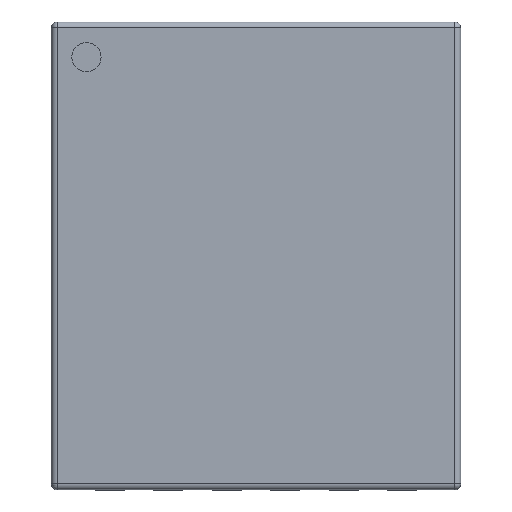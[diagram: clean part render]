
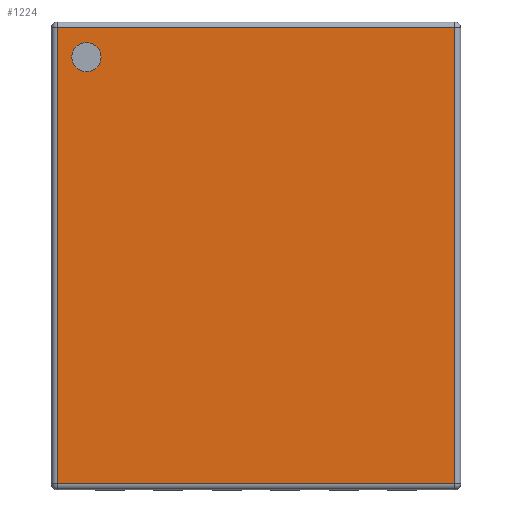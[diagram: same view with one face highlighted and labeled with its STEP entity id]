
A CAD part, top view. The second image highlights one B-rep face of the part: STEP entity #1224.
In plain terms, the highlighted planar face has unit normal (0, 0, 1).
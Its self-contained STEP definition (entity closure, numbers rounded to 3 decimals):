
#99 = LINE ( 'NONE', #3854, #3633 ) ;
#195 = AXIS2_PLACEMENT_3D ( 'NONE', #626, #3244, #5739 ) ;
#345 = CARTESIAN_POINT ( 'NONE',  ( 0., 0., 0.9 ) ) ;
#436 = CARTESIAN_POINT ( 'NONE',  ( 1.7, -1.95, 0.9 ) ) ;
#481 = VERTEX_POINT ( 'NONE', #4242 ) ;
#494 = LINE ( 'NONE', #3823, #4421 ) ;
#609 = CARTESIAN_POINT ( 'NONE',  ( -1.45, 1.7, 0.9 ) ) ;
#626 = CARTESIAN_POINT ( 'NONE',  ( -1.45, 1.7, 0.9 ) ) ;
#707 = ORIENTED_EDGE ( 'NONE', *, *, #6262, .T. ) ;
#805 = ORIENTED_EDGE ( 'NONE', *, *, #2210, .F. ) ;
#1224 = ADVANCED_FACE ( 'NONE', ( #1904, #7150 ), #8212, .T. ) ;
#1258 = CARTESIAN_POINT ( 'NONE',  ( -1.7, -2., 0.9 ) ) ;
#1323 = EDGE_LOOP ( 'NONE', ( #1983, #1781, #1466, #707 ) ) ;
#1466 = ORIENTED_EDGE ( 'NONE', *, *, #3347, .T. ) ;
#1600 = VECTOR ( 'NONE', #1838, 1000. ) ;
#1731 = EDGE_LOOP ( 'NONE', ( #805, #7068 ) ) ;
#1781 = ORIENTED_EDGE ( 'NONE', *, *, #8097, .T. ) ;
#1838 = DIRECTION ( 'NONE',  ( 0., -1., 0. ) ) ;
#1886 = AXIS2_PLACEMENT_3D ( 'NONE', #609, #7162, #5843 ) ;
#1904 = FACE_BOUND ( 'NONE', #1731, .T. ) ;
#1951 = DIRECTION ( 'NONE',  ( 1., 0., 0. ) ) ;
#1983 = ORIENTED_EDGE ( 'NONE', *, *, #6260, .T. ) ;
#2027 = VECTOR ( 'NONE', #3274, 1000. ) ;
#2163 = CIRCLE ( 'NONE', #1886, 0.125 ) ;
#2210 = EDGE_CURVE ( 'NONE', #3261, #8320, #7175, .T. ) ;
#2886 = DIRECTION ( 'NONE',  ( 1., 0., 0. ) ) ;
#3131 = LINE ( 'NONE', #1258, #1600 ) ;
#3228 = CARTESIAN_POINT ( 'NONE',  ( 1.7, 2., 0.9 ) ) ;
#3244 = DIRECTION ( 'NONE',  ( 0., 0., 1. ) ) ;
#3261 = VERTEX_POINT ( 'NONE', #6829 ) ;
#3274 = DIRECTION ( 'NONE',  ( 0., 1., 0. ) ) ;
#3347 = EDGE_CURVE ( 'NONE', #5543, #5197, #4480, .T. ) ;
#3426 = AXIS2_PLACEMENT_3D ( 'NONE', #345, #7574, #2886 ) ;
#3633 = VECTOR ( 'NONE', #1951, 1000. ) ;
#3823 = CARTESIAN_POINT ( 'NONE',  ( -1.75, 1.95, 0.9 ) ) ;
#3854 = CARTESIAN_POINT ( 'NONE',  ( 1.75, -1.95, 0.9 ) ) ;
#4242 = CARTESIAN_POINT ( 'NONE',  ( -1.7, -1.95, 0.9 ) ) ;
#4421 = VECTOR ( 'NONE', #6953, 1000. ) ;
#4480 = LINE ( 'NONE', #3228, #2027 ) ;
#5197 = VERTEX_POINT ( 'NONE', #7086 ) ;
#5543 = VERTEX_POINT ( 'NONE', #436 ) ;
#5739 = DIRECTION ( 'NONE',  ( 1., 0., 0. ) ) ;
#5843 = DIRECTION ( 'NONE',  ( 1., 0., 0. ) ) ;
#6130 = CARTESIAN_POINT ( 'NONE',  ( -1.7, 1.95, 0.9 ) ) ;
#6260 = EDGE_CURVE ( 'NONE', #7008, #481, #3131, .T. ) ;
#6262 = EDGE_CURVE ( 'NONE', #5197, #7008, #494, .T. ) ;
#6765 = CARTESIAN_POINT ( 'NONE',  ( -1.575, 1.7, 0.9 ) ) ;
#6829 = CARTESIAN_POINT ( 'NONE',  ( -1.325, 1.7, 0.9 ) ) ;
#6953 = DIRECTION ( 'NONE',  ( -1., 0., 0. ) ) ;
#7008 = VERTEX_POINT ( 'NONE', #6130 ) ;
#7068 = ORIENTED_EDGE ( 'NONE', *, *, #8237, .F. ) ;
#7086 = CARTESIAN_POINT ( 'NONE',  ( 1.7, 1.95, 0.9 ) ) ;
#7150 = FACE_OUTER_BOUND ( 'NONE', #1323, .T. ) ;
#7162 = DIRECTION ( 'NONE',  ( 0., 0., 1. ) ) ;
#7175 = CIRCLE ( 'NONE', #195, 0.125 ) ;
#7574 = DIRECTION ( 'NONE',  ( 0., 0., 1. ) ) ;
#8097 = EDGE_CURVE ( 'NONE', #481, #5543, #99, .T. ) ;
#8212 = PLANE ( 'NONE',  #3426 ) ;
#8237 = EDGE_CURVE ( 'NONE', #8320, #3261, #2163, .T. ) ;
#8320 = VERTEX_POINT ( 'NONE', #6765 ) ;
